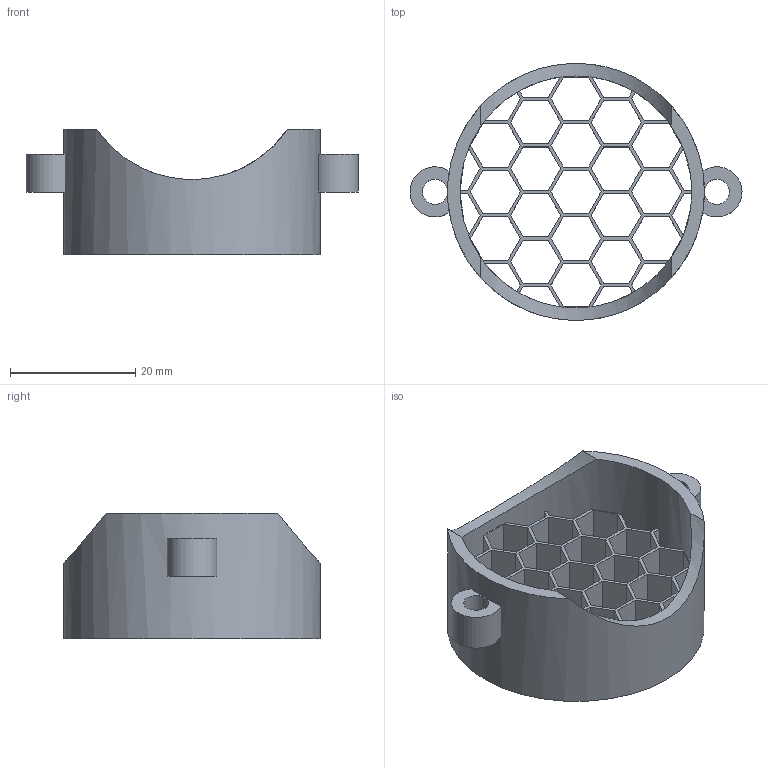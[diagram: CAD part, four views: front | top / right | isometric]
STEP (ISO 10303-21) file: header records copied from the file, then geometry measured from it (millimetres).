
FILE_DESCRIPTION(('FreeCAD Model'),'2;1');
FILE_NAME('Open CASCADE Shape Model','2024-10-14T11:34:28',(''),(''), 'Open CASCADE STEP processor 7.6','FreeCAD','Unknown');
FILE_SCHEMA(('AUTOMOTIVE_DESIGN { 1 0 10303 214 1 1 1 1 }'));
Length unit declared in the file: millimetre
Products named in the file (1): union001
Bounding box: 52.98 x 41 x 20 mm (x, y, z)
Volume: 5930.2 mm3; surface area: 10644.8 mm2
Topology: 1 solids, 1 shells, 169 faces, 555 edges, 362 vertices
Faces by surface type: plane 159, cylinder 10
Full cylindrical faces by diameter (mm): 4 x1, 37 x1, 41 x1
Entity records: 6252 total; most frequent: CARTESIAN_POINT 1189, ORIENTED_EDGE 1110, DIRECTION 968, EDGE_CURVE 555, LINE 478, VECTOR 478, VERTEX_POINT 362, AXIS2_PLACEMENT_3D 245
